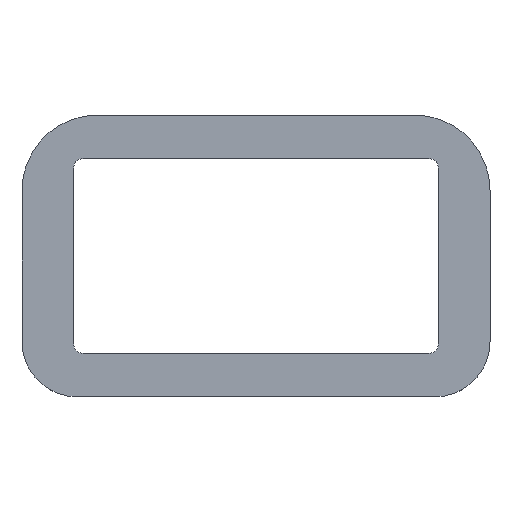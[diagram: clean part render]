
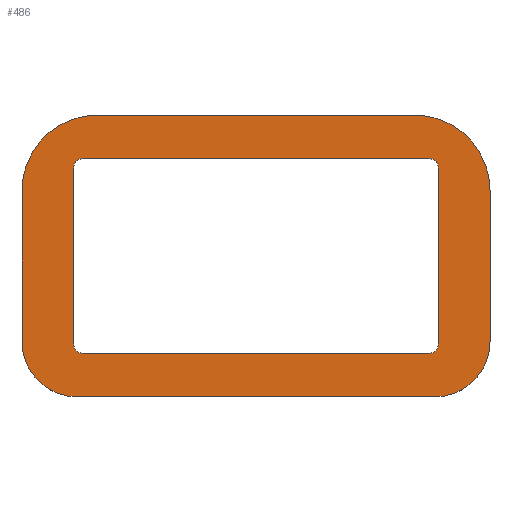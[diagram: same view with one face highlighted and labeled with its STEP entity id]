
A CAD part, top view. The second image highlights one B-rep face of the part: STEP entity #486.
In plain terms, the highlighted planar face has unit normal (0, 0, 1).
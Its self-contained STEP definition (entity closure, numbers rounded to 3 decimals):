
#22=FACE_BOUND('',#96,.T.);
#33=PLANE('',#553);
#58=FACE_OUTER_BOUND('',#95,.T.);
#95=EDGE_LOOP('',(#397,#398,#399,#400,#401,#402,#403,#404));
#96=EDGE_LOOP('',(#405,#406,#407,#408,#409,#410,#411,#412));
#117=LINE('',#782,#155);
#127=LINE('',#818,#165);
#128=LINE('',#821,#166);
#131=LINE('',#829,#169);
#132=LINE('',#835,#170);
#133=LINE('',#839,#171);
#134=LINE('',#843,#172);
#135=LINE('',#846,#173);
#155=VECTOR('',#637,10.);
#165=VECTOR('',#669,10.);
#166=VECTOR('',#672,10.);
#169=VECTOR('',#681,10.);
#170=VECTOR('',#686,10.);
#171=VECTOR('',#689,10.);
#172=VECTOR('',#692,10.);
#173=VECTOR('',#695,10.);
#196=CIRCLE('',#537,5.5);
#204=CIRCLE('',#548,5.5);
#205=CIRCLE('',#552,7.5);
#206=CIRCLE('',#554,7.5);
#207=CIRCLE('',#555,1.);
#208=CIRCLE('',#556,1.);
#209=CIRCLE('',#557,1.);
#210=CIRCLE('',#558,1.);
#225=VERTEX_POINT('',#772);
#226=VERTEX_POINT('',#774);
#228=VERTEX_POINT('',#780);
#242=VERTEX_POINT('',#812);
#243=VERTEX_POINT('',#816);
#244=VERTEX_POINT('',#820);
#245=VERTEX_POINT('',#824);
#246=VERTEX_POINT('',#828);
#247=VERTEX_POINT('',#831);
#248=VERTEX_POINT('',#832);
#249=VERTEX_POINT('',#834);
#250=VERTEX_POINT('',#836);
#251=VERTEX_POINT('',#838);
#252=VERTEX_POINT('',#840);
#253=VERTEX_POINT('',#842);
#254=VERTEX_POINT('',#844);
#275=EDGE_CURVE('',#225,#226,#196,.T.);
#279=EDGE_CURVE('',#225,#228,#117,.F.);
#294=EDGE_CURVE('',#242,#228,#204,.T.);
#297=EDGE_CURVE('',#242,#243,#127,.F.);
#298=EDGE_CURVE('',#244,#226,#128,.F.);
#301=EDGE_CURVE('',#245,#243,#205,.T.);
#302=EDGE_CURVE('',#245,#246,#131,.F.);
#303=EDGE_CURVE('',#244,#246,#206,.T.);
#304=EDGE_CURVE('',#247,#248,#207,.T.);
#305=EDGE_CURVE('',#248,#249,#132,.T.);
#306=EDGE_CURVE('',#249,#250,#208,.T.);
#307=EDGE_CURVE('',#250,#251,#133,.T.);
#308=EDGE_CURVE('',#251,#252,#209,.T.);
#309=EDGE_CURVE('',#252,#253,#134,.T.);
#310=EDGE_CURVE('',#253,#254,#210,.T.);
#311=EDGE_CURVE('',#254,#247,#135,.T.);
#397=ORIENTED_EDGE('',*,*,#275,.F.);
#398=ORIENTED_EDGE('',*,*,#279,.T.);
#399=ORIENTED_EDGE('',*,*,#294,.F.);
#400=ORIENTED_EDGE('',*,*,#297,.T.);
#401=ORIENTED_EDGE('',*,*,#301,.F.);
#402=ORIENTED_EDGE('',*,*,#302,.T.);
#403=ORIENTED_EDGE('',*,*,#303,.F.);
#404=ORIENTED_EDGE('',*,*,#298,.T.);
#405=ORIENTED_EDGE('',*,*,#304,.T.);
#406=ORIENTED_EDGE('',*,*,#305,.T.);
#407=ORIENTED_EDGE('',*,*,#306,.T.);
#408=ORIENTED_EDGE('',*,*,#307,.T.);
#409=ORIENTED_EDGE('',*,*,#308,.T.);
#410=ORIENTED_EDGE('',*,*,#309,.T.);
#411=ORIENTED_EDGE('',*,*,#310,.T.);
#412=ORIENTED_EDGE('',*,*,#311,.T.);
#486=ADVANCED_FACE('',(#58,#22),#33,.T.);
#537=AXIS2_PLACEMENT_3D('',#775,#630,#631);
#548=AXIS2_PLACEMENT_3D('',#813,#663,#664);
#552=AXIS2_PLACEMENT_3D('',#826,#677,#678);
#553=AXIS2_PLACEMENT_3D('',#827,#679,#680);
#554=AXIS2_PLACEMENT_3D('',#830,#682,#683);
#555=AXIS2_PLACEMENT_3D('',#833,#684,#685);
#556=AXIS2_PLACEMENT_3D('',#837,#687,#688);
#557=AXIS2_PLACEMENT_3D('',#841,#690,#691);
#558=AXIS2_PLACEMENT_3D('',#845,#693,#694);
#630=DIRECTION('center_axis',(0.,0.,-1.));
#631=DIRECTION('ref_axis',(-0.707,-0.707,0.));
#637=DIRECTION('',(-1.,0.,0.));
#663=DIRECTION('center_axis',(0.,0.,-1.));
#664=DIRECTION('ref_axis',(0.707,-0.707,0.));
#669=DIRECTION('',(0.,-1.,0.));
#672=DIRECTION('',(0.,1.,0.));
#677=DIRECTION('center_axis',(0.,0.,-1.));
#678=DIRECTION('ref_axis',(0.707,0.707,0.));
#679=DIRECTION('center_axis',(0.,0.,1.));
#680=DIRECTION('ref_axis',(-1.,0.,0.));
#681=DIRECTION('',(1.,0.,0.));
#682=DIRECTION('center_axis',(0.,0.,-1.));
#683=DIRECTION('ref_axis',(-0.707,0.707,0.));
#684=DIRECTION('center_axis',(0.,0.,-1.));
#685=DIRECTION('ref_axis',(0.,1.,0.));
#686=DIRECTION('',(1.,0.,0.));
#687=DIRECTION('center_axis',(0.,0.,-1.));
#688=DIRECTION('ref_axis',(1.,0.,0.));
#689=DIRECTION('',(0.,-1.,0.));
#690=DIRECTION('center_axis',(0.,0.,-1.));
#691=DIRECTION('ref_axis',(0.,-1.,0.));
#692=DIRECTION('',(-1.,0.,0.));
#693=DIRECTION('center_axis',(0.,0.,-1.));
#694=DIRECTION('ref_axis',(-1.,0.,0.));
#695=DIRECTION('',(0.,1.,0.));
#772=CARTESIAN_POINT('',(-17.75,-14.,8.));
#774=CARTESIAN_POINT('',(-23.25,-8.5,8.));
#775=CARTESIAN_POINT('Origin',(-17.75,-8.5,8.));
#780=CARTESIAN_POINT('',(17.75,-14.,8.));
#782=CARTESIAN_POINT('',(-9.375,-14.,8.));
#812=CARTESIAN_POINT('',(23.25,-8.5,8.));
#813=CARTESIAN_POINT('Origin',(17.75,-8.5,8.));
#816=CARTESIAN_POINT('',(23.25,6.5,8.));
#818=CARTESIAN_POINT('',(23.25,-4.75,8.));
#820=CARTESIAN_POINT('',(-23.25,6.5,8.));
#821=CARTESIAN_POINT('',(-23.25,3.75,8.));
#824=CARTESIAN_POINT('',(15.75,14.,8.));
#826=CARTESIAN_POINT('Origin',(15.75,6.5,8.));
#827=CARTESIAN_POINT('Origin',(0.,0.,8.));
#828=CARTESIAN_POINT('',(-15.75,14.,8.));
#829=CARTESIAN_POINT('',(-5.985,14.,8.));
#830=CARTESIAN_POINT('Origin',(-15.75,6.5,8.));
#831=CARTESIAN_POINT('',(-18.14,8.695,8.));
#832=CARTESIAN_POINT('',(-17.14,9.695,8.));
#833=CARTESIAN_POINT('Origin',(-17.14,8.695,8.));
#834=CARTESIAN_POINT('',(17.14,9.695,8.));
#835=CARTESIAN_POINT('',(-8.57,9.695,8.));
#836=CARTESIAN_POINT('',(18.14,8.695,8.));
#837=CARTESIAN_POINT('Origin',(17.14,8.695,8.));
#838=CARTESIAN_POINT('',(18.14,-8.695,8.));
#839=CARTESIAN_POINT('',(18.14,4.348,8.));
#840=CARTESIAN_POINT('',(17.14,-9.695,8.));
#841=CARTESIAN_POINT('Origin',(17.14,-8.695,8.));
#842=CARTESIAN_POINT('',(-17.14,-9.695,8.));
#843=CARTESIAN_POINT('',(8.57,-9.695,8.));
#844=CARTESIAN_POINT('',(-18.14,-8.695,8.));
#845=CARTESIAN_POINT('Origin',(-17.14,-8.695,8.));
#846=CARTESIAN_POINT('',(-18.14,-4.348,8.));
